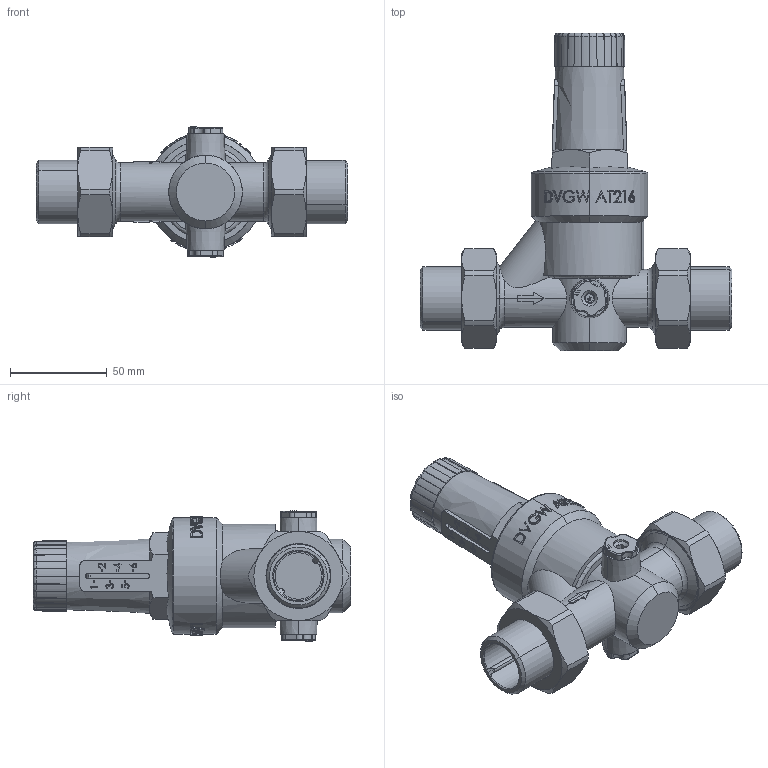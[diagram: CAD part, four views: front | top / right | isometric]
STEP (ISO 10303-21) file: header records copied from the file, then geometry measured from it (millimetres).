
FILE_DESCRIPTION (( 'STEP AP203' ), '1' );
FILE_NAME ('0502525.STEP', '2024-09-24T12:21:10', ( 'Admin' ), ( '' ), 'SwSTEP 2.0', 'SolidWorks 2021', '' );
FILE_SCHEMA (( 'CONFIG_CONTROL_DESIGN' ));
Length unit declared in the file: millimetre
Products named in the file (1): 0502525
Bounding box: 161 x 163.85 x 67.4 mm (x, y, z)
Volume: 369286.3 mm3; surface area: 59553.7 mm2
Topology: 2 solids, 5 shells, 1070 faces, 2838 edges, 1845 vertices
Faces by surface type: plane 479, bspline 222, cylinder 178, cone 123, torus 66, sphere 2
Entity records: 56971 total; most frequent: CARTESIAN_POINT 32549, ORIENTED_EDGE 5672, DIRECTION 4105, EDGE_CURVE 2836, VERTEX_POINT 1845, AXIS2_PLACEMENT_3D 1414, VECTOR 1277, LINE 1277
